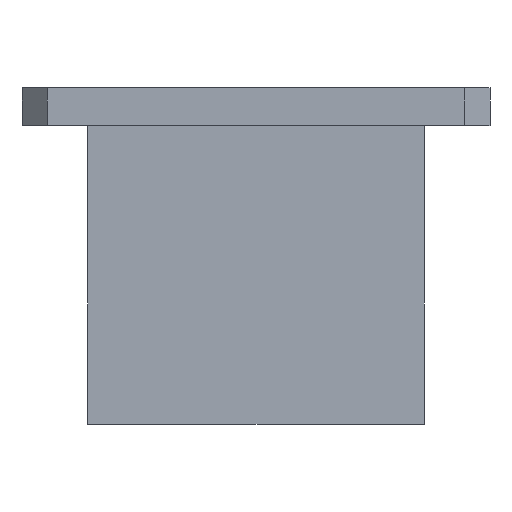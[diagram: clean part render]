
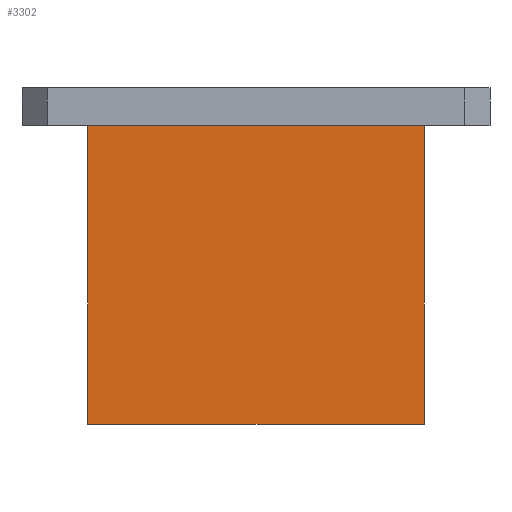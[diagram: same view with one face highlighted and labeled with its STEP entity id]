
A CAD part, front view. The second image highlights one B-rep face of the part: STEP entity #3302.
In plain terms, the highlighted planar face has unit normal (0, -1, 0).
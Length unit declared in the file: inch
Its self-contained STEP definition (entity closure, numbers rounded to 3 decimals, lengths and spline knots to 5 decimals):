
#11 = DIRECTION ( 'NONE',  ( 0., -1., 0. ) ) ;
#110 = ORIENTED_EDGE ( 'NONE', *, *, #2432, .T. ) ;
#246 = DIRECTION ( 'NONE',  ( 0., 0., -1. ) ) ;
#309 = CARTESIAN_POINT ( 'NONE',  ( -1.001, -0.501, -2. ) ) ;
#356 = CARTESIAN_POINT ( 'NONE',  ( 1.001, -0.501, -2. ) ) ;
#520 = CARTESIAN_POINT ( 'NONE',  ( -1.001, -0.501, -2. ) ) ;
#727 = VERTEX_POINT ( 'NONE', #3110 ) ;
#845 = CARTESIAN_POINT ( 'NONE',  ( -1.001, -0.501, -2. ) ) ;
#907 = CARTESIAN_POINT ( 'NONE',  ( -1.001, -0.501, -0.225 ) ) ;
#909 = VECTOR ( 'NONE', #3283, 39.37008 ) ;
#1166 = VECTOR ( 'NONE', #2228, 39.37008 ) ;
#1407 = AXIS2_PLACEMENT_3D ( 'NONE', #845, #11, #246 ) ;
#1412 = VERTEX_POINT ( 'NONE', #1838 ) ;
#1542 = LINE ( 'NONE', #309, #909 ) ;
#1546 = CARTESIAN_POINT ( 'NONE',  ( -1.001, -0.501, -2. ) ) ;
#1563 = LINE ( 'NONE', #1546, #1166 ) ;
#1717 = EDGE_CURVE ( 'NONE', #727, #2920, #2277, .T. ) ;
#1794 = EDGE_CURVE ( 'NONE', #3166, #1412, #1542, .T. ) ;
#1838 = CARTESIAN_POINT ( 'NONE',  ( 1.001, -0.501, -2. ) ) ;
#2228 = DIRECTION ( 'NONE',  ( 0., 0., 1. ) ) ;
#2277 = LINE ( 'NONE', #2318, #2332 ) ;
#2318 = CARTESIAN_POINT ( 'NONE',  ( 0., -0.501, -0.225 ) ) ;
#2332 = VECTOR ( 'NONE', #2847, 39.37008 ) ;
#2363 = PLANE ( 'NONE',  #1407 ) ;
#2432 = EDGE_CURVE ( 'NONE', #1412, #727, #2985, .T. ) ;
#2715 = ORIENTED_EDGE ( 'NONE', *, *, #1794, .T. ) ;
#2847 = DIRECTION ( 'NONE',  ( -1., 0., 0. ) ) ;
#2920 = VERTEX_POINT ( 'NONE', #907 ) ;
#2985 = LINE ( 'NONE', #356, #3194 ) ;
#3020 = EDGE_CURVE ( 'NONE', #3166, #2920, #1563, .T. ) ;
#3068 = ORIENTED_EDGE ( 'NONE', *, *, #1717, .T. ) ;
#3110 = CARTESIAN_POINT ( 'NONE',  ( 1.001, -0.501, -0.225 ) ) ;
#3149 = ORIENTED_EDGE ( 'NONE', *, *, #3020, .F. ) ;
#3166 = VERTEX_POINT ( 'NONE', #520 ) ;
#3194 = VECTOR ( 'NONE', #3607, 39.37008 ) ;
#3283 = DIRECTION ( 'NONE',  ( 1., 0., 0. ) ) ;
#3302 = ADVANCED_FACE ( 'NONE', ( #3493 ), #2363, .T. ) ;
#3324 = EDGE_LOOP ( 'NONE', ( #110, #3068, #3149, #2715 ) ) ;
#3493 = FACE_OUTER_BOUND ( 'NONE', #3324, .T. ) ;
#3607 = DIRECTION ( 'NONE',  ( 0., 0., 1. ) ) ;
